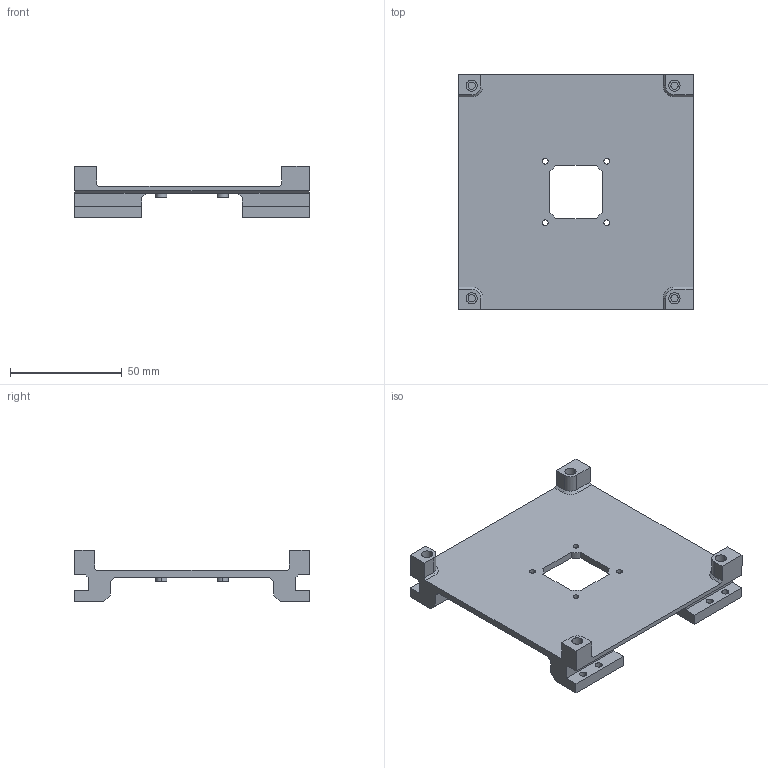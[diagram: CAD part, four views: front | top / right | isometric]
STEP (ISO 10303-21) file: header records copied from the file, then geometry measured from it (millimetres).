
FILE_DESCRIPTION (( 'STEP AP214' ), '1' );
FILE_NAME ('nuc盓殤.STEP', '2024-05-31T16:13:24', ( '' ), ( '' ), 'SwSTEP 2.0', 'SolidWorks 2021', '' );
FILE_SCHEMA (( 'AUTOMOTIVE_DESIGN' ));
Length unit declared in the file: millimetre
Products named in the file (1): nuc盓殤
Bounding box: 105 x 105 x 23 mm (x, y, z)
Volume: 49561.9 mm3; surface area: 29457 mm2
Topology: 1 solids, 1 shells, 142 faces, 368 edges, 240 vertices
Faces by surface type: plane 82, cylinder 56, cone 4
Entity records: 4426 total; most frequent: DIRECTION 770, CARTESIAN_POINT 751, ORIENTED_EDGE 736, EDGE_CURVE 368, AXIS2_PLACEMENT_3D 259, LINE 252, VECTOR 252, VERTEX_POINT 240
